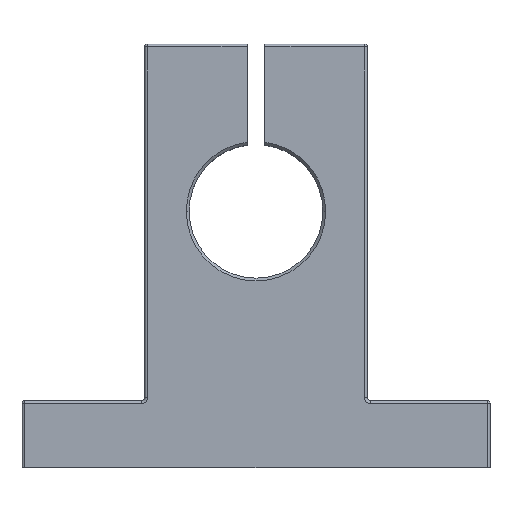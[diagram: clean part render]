
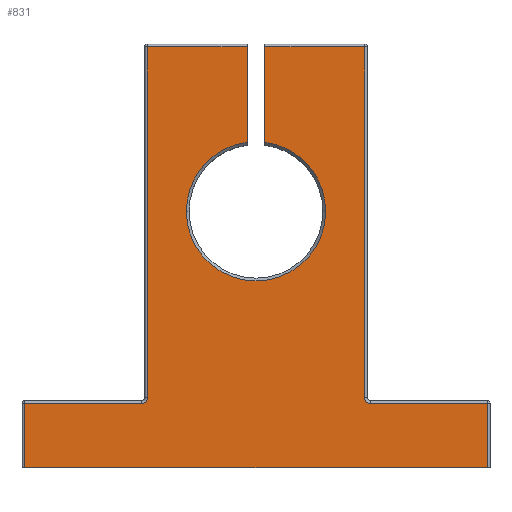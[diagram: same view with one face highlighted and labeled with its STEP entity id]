
A CAD part, top view. The second image highlights one B-rep face of the part: STEP entity #831.
In plain terms, the highlighted planar face has unit normal (0, 0, 1).
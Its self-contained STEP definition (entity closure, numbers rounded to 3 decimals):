
#14 = CARTESIAN_POINT ( 'NONE',  ( -21., 5.75, 7. ) ) ;
#15 = DIRECTION ( 'NONE',  ( -1., 0., 0. ) ) ;
#24 = CARTESIAN_POINT ( 'NONE',  ( 0., 23., 7. ) ) ;
#36 = CARTESIAN_POINT ( 'NONE',  ( -10.25, 6.25, 7. ) ) ;
#37 = DIRECTION ( 'NONE',  ( 0., -1., 0. ) ) ;
#41 = DIRECTION ( 'NONE',  ( -1., 0., 0. ) ) ;
#42 = CARTESIAN_POINT ( 'NONE',  ( -10., 37.75, 7. ) ) ;
#43 = DIRECTION ( 'NONE',  ( 0., 0., -1. ) ) ;
#44 = CARTESIAN_POINT ( 'NONE',  ( 10.25, 6.25, 7. ) ) ;
#45 = DIRECTION ( 'NONE',  ( 1., 0., 0. ) ) ;
#46 = DIRECTION ( 'NONE',  ( 1., 0., 0. ) ) ;
#47 = DIRECTION ( 'NONE',  ( 0., 0., 1. ) ) ;
#48 = CARTESIAN_POINT ( 'NONE',  ( 20.75, 6., 7. ) ) ;
#49 = CARTESIAN_POINT ( 'NONE',  ( -20.75, 0., 7. ) ) ;
#51 = CARTESIAN_POINT ( 'NONE',  ( -9.75, 6., 7. ) ) ;
#52 = DIRECTION ( 'NONE',  ( 0., -1., 0. ) ) ;
#53 = DIRECTION ( 'NONE',  ( 0., 0., 1. ) ) ;
#56 = DIRECTION ( 'NONE',  ( 0., 1., 0. ) ) ;
#58 = DIRECTION ( 'NONE',  ( 1., 0., 0. ) ) ;
#67 = EDGE_CURVE ( 'NONE', #163, #138, #650, .T. ) ;
#71 = EDGE_CURVE ( 'NONE', #134, #151, #652, .T. ) ;
#83 = EDGE_CURVE ( 'NONE', #185, #136, #678, .T. ) ;
#84 = EDGE_CURVE ( 'NONE', #134, #146, #682, .T. ) ;
#85 = EDGE_CURVE ( 'NONE', #211, #152, #683, .T. ) ;
#86 = EDGE_CURVE ( 'NONE', #136, #146, #656, .T. ) ;
#87 = EDGE_CURVE ( 'NONE', #151, #163, #684, .T. ) ;
#88 = EDGE_CURVE ( 'NONE', #142, #149, #688, .T. ) ;
#89 = EDGE_CURVE ( 'NONE', #138, #147, #687, .T. ) ;
#90 = EDGE_CURVE ( 'NONE', #142, #144, #689, .T. ) ;
#91 = EDGE_CURVE ( 'NONE', #147, #149, #691, .T. ) ;
#123 = DIRECTION ( 'NONE',  ( -1., 0., 0. ) ) ;
#125 = DIRECTION ( 'NONE',  ( 0., 1., 0. ) ) ;
#126 = CARTESIAN_POINT ( 'NONE',  ( 9.75, 38., 7. ) ) ;
#127 = CARTESIAN_POINT ( 'NONE',  ( 10., 5.75, 7. ) ) ;
#134 = VERTEX_POINT ( 'NONE', #1110 ) ;
#136 = VERTEX_POINT ( 'NONE', #1111 ) ;
#138 = VERTEX_POINT ( 'NONE', #1112 ) ;
#142 = VERTEX_POINT ( 'NONE', #1116 ) ;
#144 = VERTEX_POINT ( 'NONE', #1118 ) ;
#146 = VERTEX_POINT ( 'NONE', #1120 ) ;
#147 = VERTEX_POINT ( 'NONE', #1121 ) ;
#149 = VERTEX_POINT ( 'NONE', #1123 ) ;
#151 = VERTEX_POINT ( 'NONE', #1125 ) ;
#152 = VERTEX_POINT ( 'NONE', #1126 ) ;
#163 = VERTEX_POINT ( 'NONE', #1137 ) ;
#166 = VERTEX_POINT ( 'NONE', #1140 ) ;
#185 = VERTEX_POINT ( 'NONE', #1159 ) ;
#211 = VERTEX_POINT ( 'NONE', #1185 ) ;
#212 = VERTEX_POINT ( 'NONE', #1186 ) ;
#216 = VERTEX_POINT ( 'NONE', #1190 ) ;
#246 = CARTESIAN_POINT ( 'NONE',  ( -21., 0., 7. ) ) ;
#259 = DIRECTION ( 'NONE',  ( 1., 0., 0. ) ) ;
#300 = EDGE_LOOP ( 'NONE', ( #385, #386, #387, #388, #389, #390, #391, #392, #393, #394, #395, #396, #397, #398, #399, #400 ) ) ;
#385 = ORIENTED_EDGE ( 'NONE', *, *, #1894, .F. ) ;
#386 = ORIENTED_EDGE ( 'NONE', *, *, #1841, .T. ) ;
#387 = ORIENTED_EDGE ( 'NONE', *, *, #1844, .T. ) ;
#388 = ORIENTED_EDGE ( 'NONE', *, *, #85, .T. ) ;
#389 = ORIENTED_EDGE ( 'NONE', *, *, #1883, .F. ) ;
#390 = ORIENTED_EDGE ( 'NONE', *, *, #83, .T. ) ;
#391 = ORIENTED_EDGE ( 'NONE', *, *, #86, .T. ) ;
#392 = ORIENTED_EDGE ( 'NONE', *, *, #84, .F. ) ;
#393 = ORIENTED_EDGE ( 'NONE', *, *, #71, .T. ) ;
#394 = ORIENTED_EDGE ( 'NONE', *, *, #87, .T. ) ;
#395 = ORIENTED_EDGE ( 'NONE', *, *, #67, .T. ) ;
#396 = ORIENTED_EDGE ( 'NONE', *, *, #89, .T. ) ;
#397 = ORIENTED_EDGE ( 'NONE', *, *, #91, .T. ) ;
#398 = ORIENTED_EDGE ( 'NONE', *, *, #88, .F. ) ;
#399 = ORIENTED_EDGE ( 'NONE', *, *, #90, .T. ) ;
#400 = ORIENTED_EDGE ( 'NONE', *, *, #1900, .T. ) ;
#645 = VECTOR ( 'NONE', #259, 1000. ) ;
#650 = LINE ( 'NONE', #246, #645 ) ;
#652 = LINE ( 'NONE', #14, #653 ) ;
#653 = VECTOR ( 'NONE', #15, 1000. ) ;
#656 = LINE ( 'NONE', #51, #681 ) ;
#678 = LINE ( 'NONE', #42, #679 ) ;
#679 = VECTOR ( 'NONE', #41, 1000. ) ;
#680 = VECTOR ( 'NONE', #56, 1000. ) ;
#681 = VECTOR ( 'NONE', #52, 1000. ) ;
#682 = CIRCLE ( 'NONE', #915, 0.5 ) ;
#683 = CIRCLE ( 'NONE', #917, 6.25 ) ;
#684 = LINE ( 'NONE', #49, #685 ) ;
#685 = VECTOR ( 'NONE', #37, 1000. ) ;
#687 = LINE ( 'NONE', #48, #680 ) ;
#688 = CIRCLE ( 'NONE', #918, 0.5 ) ;
#689 = LINE ( 'NONE', #126, #690 ) ;
#690 = VECTOR ( 'NONE', #125, 1000. ) ;
#691 = LINE ( 'NONE', #127, #692 ) ;
#692 = VECTOR ( 'NONE', #123, 1000. ) ;
#769 = FACE_OUTER_BOUND ( 'NONE', #300, .T. ) ;
#831 = ADVANCED_FACE ( 'NONE', ( #769 ), #1236, .T. ) ;
#915 = AXIS2_PLACEMENT_3D ( 'NONE', #36, #47, #46 ) ;
#917 = AXIS2_PLACEMENT_3D ( 'NONE', #24, #43, #45 ) ;
#918 = AXIS2_PLACEMENT_3D ( 'NONE', #44, #53, #58 ) ;
#949 = AXIS2_PLACEMENT_3D ( 'NONE', #1249, #1259, #1260 ) ;
#1012 = AXIS2_PLACEMENT_3D ( 'NONE', #1463, #1465, #1466 ) ;
#1016 = AXIS2_PLACEMENT_3D ( 'NONE', #1470, #1472, #1473 ) ;
#1110 = CARTESIAN_POINT ( 'NONE',  ( -10.25, 5.75, 7. ) ) ;
#1111 = CARTESIAN_POINT ( 'NONE',  ( -9.75, 37.75, 7. ) ) ;
#1112 = CARTESIAN_POINT ( 'NONE',  ( 20.75, 0., 7. ) ) ;
#1116 = CARTESIAN_POINT ( 'NONE',  ( 9.75, 6.25, 7. ) ) ;
#1118 = CARTESIAN_POINT ( 'NONE',  ( 9.75, 37.75, 7. ) ) ;
#1120 = CARTESIAN_POINT ( 'NONE',  ( -9.75, 6.25, 7. ) ) ;
#1121 = CARTESIAN_POINT ( 'NONE',  ( 20.75, 5.75, 7. ) ) ;
#1123 = CARTESIAN_POINT ( 'NONE',  ( 10.25, 5.75, 7. ) ) ;
#1125 = CARTESIAN_POINT ( 'NONE',  ( -20.75, 5.75, 7. ) ) ;
#1126 = CARTESIAN_POINT ( 'NONE',  ( -0.787, 29.2, 7. ) ) ;
#1137 = CARTESIAN_POINT ( 'NONE',  ( -20.75, 0., 7. ) ) ;
#1140 = CARTESIAN_POINT ( 'NONE',  ( 0.787, 37.75, 7. ) ) ;
#1159 = CARTESIAN_POINT ( 'NONE',  ( -0.787, 37.75, 7. ) ) ;
#1185 = CARTESIAN_POINT ( 'NONE',  ( -6.25, 23., 7. ) ) ;
#1186 = CARTESIAN_POINT ( 'NONE',  ( 6.25, 23., 7. ) ) ;
#1190 = CARTESIAN_POINT ( 'NONE',  ( 0.787, 29.2, 7. ) ) ;
#1236 = PLANE ( 'NONE',  #949 ) ;
#1249 = CARTESIAN_POINT ( 'NONE',  ( 10., 38., 7. ) ) ;
#1259 = DIRECTION ( 'NONE',  ( 0., 0., 1. ) ) ;
#1260 = DIRECTION ( 'NONE',  ( 1., 0., 0. ) ) ;
#1463 = CARTESIAN_POINT ( 'NONE',  ( 0., 23., 7. ) ) ;
#1465 = DIRECTION ( 'NONE',  ( 0., 0., -1. ) ) ;
#1466 = DIRECTION ( 'NONE',  ( 1., 0., 0. ) ) ;
#1470 = CARTESIAN_POINT ( 'NONE',  ( 0., 23., 7. ) ) ;
#1472 = DIRECTION ( 'NONE',  ( 0., 0., -1. ) ) ;
#1473 = DIRECTION ( 'NONE',  ( 1., 0., 0. ) ) ;
#1586 = CARTESIAN_POINT ( 'NONE',  ( -0.787, 38., 7. ) ) ;
#1587 = DIRECTION ( 'NONE',  ( 0., -1., 0. ) ) ;
#1614 = CARTESIAN_POINT ( 'NONE',  ( 0.787, 38., 7. ) ) ;
#1615 = DIRECTION ( 'NONE',  ( 0., 1., 0. ) ) ;
#1627 = CARTESIAN_POINT ( 'NONE',  ( -10., 37.75, 7. ) ) ;
#1628 = DIRECTION ( 'NONE',  ( -1., 0., 0. ) ) ;
#1673 = CIRCLE ( 'NONE', #1012, 6.25 ) ;
#1677 = CIRCLE ( 'NONE', #1016, 6.25 ) ;
#1713 = VECTOR ( 'NONE', #1587, 1000. ) ;
#1731 = LINE ( 'NONE', #1586, #1713 ) ;
#1743 = LINE ( 'NONE', #1614, #1744 ) ;
#1744 = VECTOR ( 'NONE', #1615, 1000. ) ;
#1756 = LINE ( 'NONE', #1627, #1757 ) ;
#1757 = VECTOR ( 'NONE', #1628, 1000. ) ;
#1841 = EDGE_CURVE ( 'NONE', #216, #212, #1673, .T. ) ;
#1844 = EDGE_CURVE ( 'NONE', #212, #211, #1677, .T. ) ;
#1883 = EDGE_CURVE ( 'NONE', #185, #152, #1731, .T. ) ;
#1894 = EDGE_CURVE ( 'NONE', #216, #166, #1743, .T. ) ;
#1900 = EDGE_CURVE ( 'NONE', #144, #166, #1756, .T. ) ;
